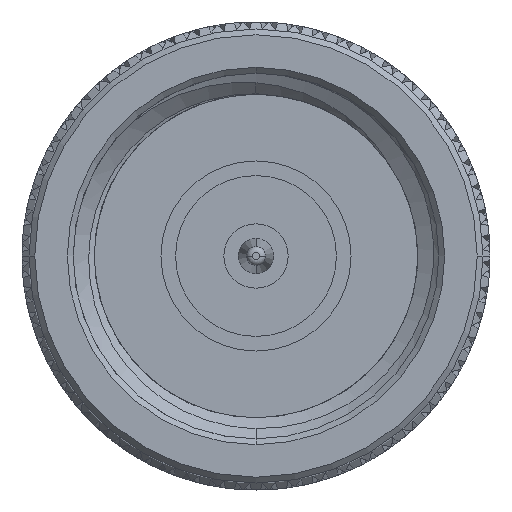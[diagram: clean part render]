
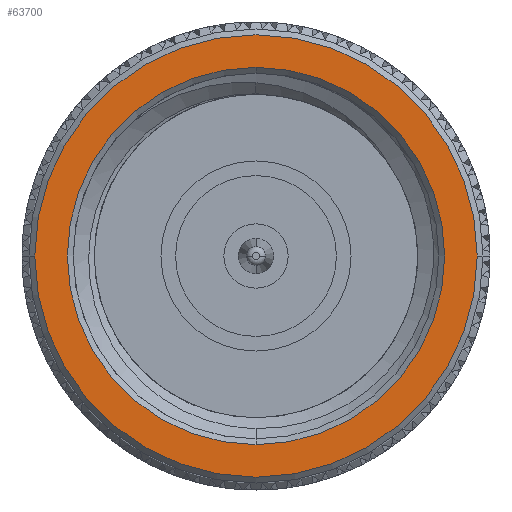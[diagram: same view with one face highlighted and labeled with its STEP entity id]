
A CAD part, left-side view. The second image highlights one B-rep face of the part: STEP entity #63700.
In plain terms, the highlighted planar face has unit normal (-1, 0, 0).
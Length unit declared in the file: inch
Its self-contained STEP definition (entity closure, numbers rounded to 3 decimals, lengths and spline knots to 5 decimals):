
#66 = VERTEX_POINT ( 'NONE', #53947 ) ;
#386 = EDGE_CURVE ( 'NONE', #59114, #88793, #8914, .T. ) ;
#4166 = DIRECTION ( 'NONE',  ( 0., -1., 0. ) ) ;
#6377 = VERTEX_POINT ( 'NONE', #23246 ) ;
#8414 = CARTESIAN_POINT ( 'NONE',  ( 0., 0.38809, 0. ) ) ;
#8873 = DIRECTION ( 'NONE',  ( 0., -1., 0. ) ) ;
#8914 = CIRCLE ( 'NONE', #28702, 0.37809 ) ;
#9868 = CARTESIAN_POINT ( 'NONE',  ( 0., 0., 0. ) ) ;
#11263 = DIRECTION ( 'NONE',  ( 1., 0., 0. ) ) ;
#14731 = DIRECTION ( 'NONE',  ( -1., 0., 0. ) ) ;
#17846 = DIRECTION ( 'NONE',  ( 0., -1., 0. ) ) ;
#18001 = CARTESIAN_POINT ( 'NONE',  ( 0., -0.37809, 0. ) ) ;
#22399 = EDGE_LOOP ( 'NONE', ( #69282, #75989 ) ) ;
#23246 = CARTESIAN_POINT ( 'NONE',  ( 0., 0., 0.3225 ) ) ;
#28702 = AXIS2_PLACEMENT_3D ( 'NONE', #79869, #14731, #78919 ) ;
#35064 = DIRECTION ( 'NONE',  ( -1., 0., 0. ) ) ;
#35541 = DIRECTION ( 'NONE',  ( 0., -1., 0. ) ) ;
#37511 = FACE_BOUND ( 'NONE', #22399, .T. ) ;
#46014 = DIRECTION ( 'NONE',  ( -1., 0., 0. ) ) ;
#48818 = EDGE_CURVE ( 'NONE', #88793, #59114, #55119, .T. ) ;
#49294 = CARTESIAN_POINT ( 'NONE',  ( 0., 0., 0. ) ) ;
#49746 = CARTESIAN_POINT ( 'NONE',  ( 0., 0.37809, 0. ) ) ;
#50376 = ORIENTED_EDGE ( 'NONE', *, *, #48818, .T. ) ;
#53947 = CARTESIAN_POINT ( 'NONE',  ( 0., 0., -0.3225 ) ) ;
#55119 = CIRCLE ( 'NONE', #92639, 0.37809 ) ;
#56554 = AXIS2_PLACEMENT_3D ( 'NONE', #9868, #11263, #4166 ) ;
#57965 = CIRCLE ( 'NONE', #68553, 0.3225 ) ;
#58786 = PLANE ( 'NONE',  #80448 ) ;
#59114 = VERTEX_POINT ( 'NONE', #18001 ) ;
#60741 = EDGE_LOOP ( 'NONE', ( #50376, #71292 ) ) ;
#63700 = ADVANCED_FACE ( 'NONE', ( #37511, #73995 ), #58786, .T. ) ;
#68553 = AXIS2_PLACEMENT_3D ( 'NONE', #77228, #83898, #17846 ) ;
#69282 = ORIENTED_EDGE ( 'NONE', *, *, #76947, .T. ) ;
#71292 = ORIENTED_EDGE ( 'NONE', *, *, #386, .T. ) ;
#73995 = FACE_OUTER_BOUND ( 'NONE', #60741, .T. ) ;
#75989 = ORIENTED_EDGE ( 'NONE', *, *, #85374, .T. ) ;
#76089 = CIRCLE ( 'NONE', #56554, 0.3225 ) ;
#76947 = EDGE_CURVE ( 'NONE', #6377, #66, #57965, .T. ) ;
#77228 = CARTESIAN_POINT ( 'NONE',  ( 0., 0., 0. ) ) ;
#78919 = DIRECTION ( 'NONE',  ( 0., -1., 0. ) ) ;
#79869 = CARTESIAN_POINT ( 'NONE',  ( 0., 0., 0. ) ) ;
#80448 = AXIS2_PLACEMENT_3D ( 'NONE', #8414, #46014, #8873 ) ;
#83898 = DIRECTION ( 'NONE',  ( 1., 0., 0. ) ) ;
#85374 = EDGE_CURVE ( 'NONE', #66, #6377, #76089, .T. ) ;
#88793 = VERTEX_POINT ( 'NONE', #49746 ) ;
#92639 = AXIS2_PLACEMENT_3D ( 'NONE', #49294, #35064, #35541 ) ;
